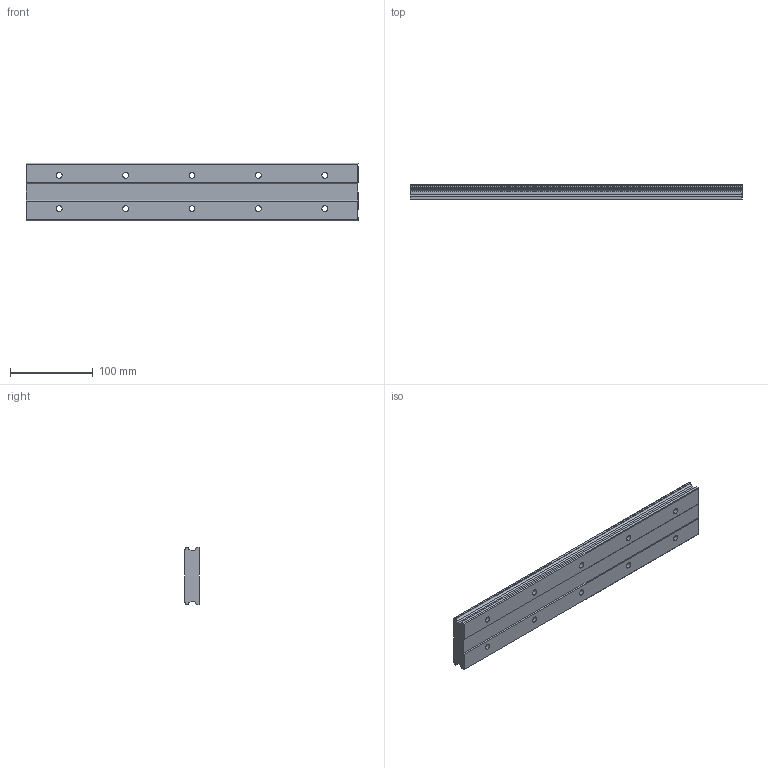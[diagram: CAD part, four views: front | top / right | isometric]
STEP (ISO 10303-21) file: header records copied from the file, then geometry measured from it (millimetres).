
FILE_DESCRIPTION (( 'STEP AP214' ), '1' );
FILE_NAME ('HRW35CA1SS-400L_G40_0_B-M6F_146-7_0_0_0_1.STEP', '2021-07-06T11:53:09', ( '' ), ( '' ), 'SwSTEP 2.0', 'SolidWorks 2021', '' );
FILE_SCHEMA (( 'AUTOMOTIVE_DESIGN' ));
Length unit declared in the file: millimetre
Products named in the file (2): _HRW35CA40040 Track; HRW35CA1SS-400L_G40_0_B-M6F_146-7_0_0_0_1
Assembly tree (1 placements, depth 2):
  HRW35CA1SS-400L_G40_0_B-M6F_146-7_0_0_0_1
    _HRW35CA40040 Track
Bounding box: 400 x 19 x 69 mm (x, y, z)
Volume: 466932 mm3; surface area: 79920.4 mm2
Topology: 1 solids, 1 shells, 82 faces, 210 edges, 140 vertices
Faces by surface type: cylinder 44, plane 38
Entity records: 2628 total; most frequent: DIRECTION 470, CARTESIAN_POINT 436, ORIENTED_EDGE 420, EDGE_CURVE 210, AXIS2_PLACEMENT_3D 174, VERTEX_POINT 140, LINE 122, VECTOR 122
